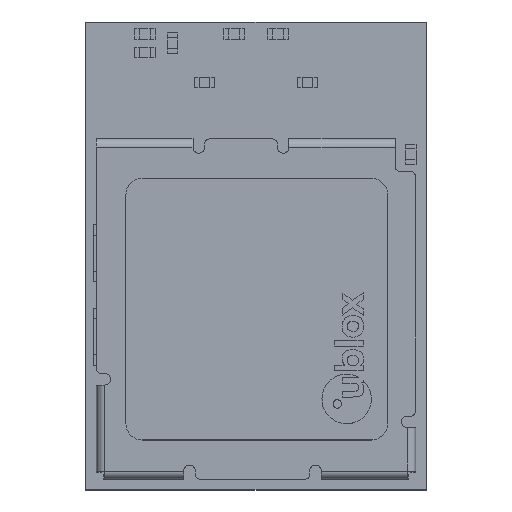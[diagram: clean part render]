
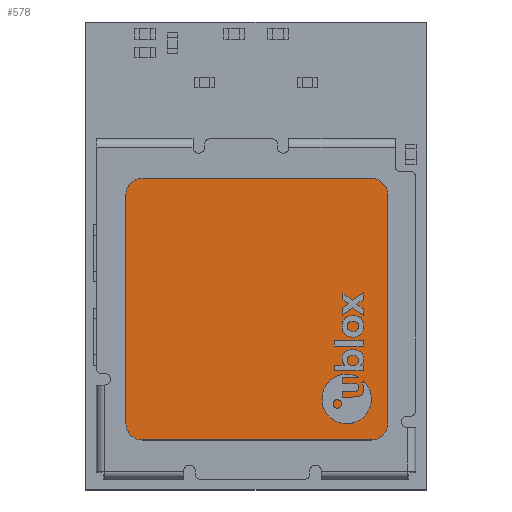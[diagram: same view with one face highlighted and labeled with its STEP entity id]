
A CAD part, top view. The second image highlights one B-rep face of the part: STEP entity #578.
In plain terms, the highlighted planar face has unit normal (0, 0, 1).
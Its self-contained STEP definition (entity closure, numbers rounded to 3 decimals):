
#422 = EDGE_CURVE('',#423,#425,#427,.T.);
#423 = VERTEX_POINT('',#424);
#424 = CARTESIAN_POINT('',(4.,-3.5,0.1));
#425 = VERTEX_POINT('',#426);
#426 = CARTESIAN_POINT('',(4.,3.5,0.1));
#427 = LINE('',#428,#429);
#428 = CARTESIAN_POINT('',(4.,4.,0.1));
#429 = VECTOR('',#430,1.);
#430 = DIRECTION('',(0.,1.,0.));
#473 = VERTEX_POINT('',#474);
#474 = CARTESIAN_POINT('',(-3.5,4.,0.1));
#480 = EDGE_CURVE('',#481,#473,#483,.T.);
#481 = VERTEX_POINT('',#482);
#482 = CARTESIAN_POINT('',(3.5,4.,0.1));
#483 = LINE('',#484,#485);
#484 = CARTESIAN_POINT('',(-4.,4.,0.1));
#485 = VECTOR('',#486,1.);
#486 = DIRECTION('',(-1.,0.,0.));
#513 = VERTEX_POINT('',#514);
#514 = CARTESIAN_POINT('',(-4.,-3.5,0.1));
#520 = EDGE_CURVE('',#521,#513,#523,.T.);
#521 = VERTEX_POINT('',#522);
#522 = CARTESIAN_POINT('',(-4.,3.5,0.1));
#523 = LINE('',#524,#525);
#524 = CARTESIAN_POINT('',(-4.,4.,0.1));
#525 = VECTOR('',#526,1.);
#526 = DIRECTION('',(0.,-1.,0.));
#542 = EDGE_CURVE('',#543,#545,#547,.T.);
#543 = VERTEX_POINT('',#544);
#544 = CARTESIAN_POINT('',(-3.5,-4.,0.1));
#545 = VERTEX_POINT('',#546);
#546 = CARTESIAN_POINT('',(3.5,-4.,0.1));
#547 = LINE('',#548,#549);
#548 = CARTESIAN_POINT('',(-4.,-4.,0.1));
#549 = VECTOR('',#550,1.);
#550 = DIRECTION('',(1.,0.,0.));
#578 = ADVANCED_FACE('',(#579),#613,.T.);
#579 = FACE_BOUND('',#580,.T.);
#580 = EDGE_LOOP('',(#581,#582,#589,#590,#597,#598,#605,#606));
#581 = ORIENTED_EDGE('',*,*,#520,.T.);
#582 = ORIENTED_EDGE('',*,*,#583,.T.);
#583 = EDGE_CURVE('',#513,#543,#584,.T.);
#584 = CIRCLE('',#585,0.5);
#585 = AXIS2_PLACEMENT_3D('',#586,#587,#588);
#586 = CARTESIAN_POINT('',(-3.5,-3.5,0.1));
#587 = DIRECTION('',(0.,0.,1.));
#588 = DIRECTION('',(1.,0.,0.));
#589 = ORIENTED_EDGE('',*,*,#542,.T.);
#590 = ORIENTED_EDGE('',*,*,#591,.T.);
#591 = EDGE_CURVE('',#545,#423,#592,.T.);
#592 = CIRCLE('',#593,0.5);
#593 = AXIS2_PLACEMENT_3D('',#594,#595,#596);
#594 = CARTESIAN_POINT('',(3.5,-3.5,0.1));
#595 = DIRECTION('',(0.,0.,1.));
#596 = DIRECTION('',(1.,0.,0.));
#597 = ORIENTED_EDGE('',*,*,#422,.T.);
#598 = ORIENTED_EDGE('',*,*,#599,.T.);
#599 = EDGE_CURVE('',#425,#481,#600,.T.);
#600 = CIRCLE('',#601,0.5);
#601 = AXIS2_PLACEMENT_3D('',#602,#603,#604);
#602 = CARTESIAN_POINT('',(3.5,3.5,0.1));
#603 = DIRECTION('',(0.,0.,1.));
#604 = DIRECTION('',(1.,0.,0.));
#605 = ORIENTED_EDGE('',*,*,#480,.T.);
#606 = ORIENTED_EDGE('',*,*,#607,.T.);
#607 = EDGE_CURVE('',#473,#521,#608,.T.);
#608 = CIRCLE('',#609,0.5);
#609 = AXIS2_PLACEMENT_3D('',#610,#611,#612);
#610 = CARTESIAN_POINT('',(-3.5,3.5,0.1));
#611 = DIRECTION('',(0.,0.,1.));
#612 = DIRECTION('',(1.,0.,0.));
#613 = PLANE('',#614);
#614 = AXIS2_PLACEMENT_3D('',#615,#616,#617);
#615 = CARTESIAN_POINT('',(0.,0.,0.1));
#616 = DIRECTION('',(0.,0.,1.));
#617 = DIRECTION('',(1.,0.,0.));
